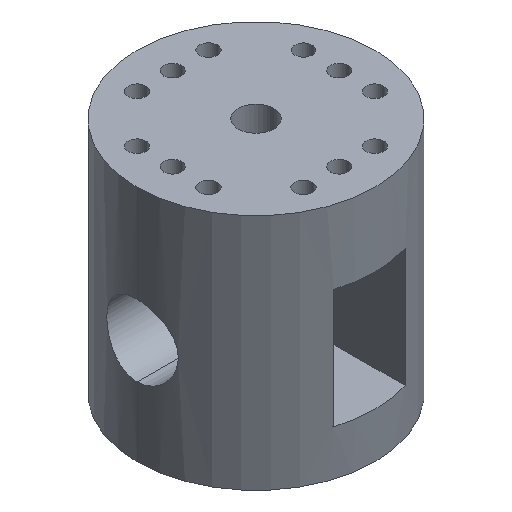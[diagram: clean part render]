
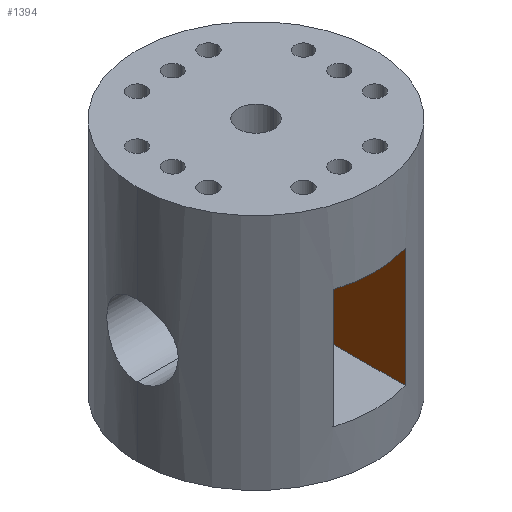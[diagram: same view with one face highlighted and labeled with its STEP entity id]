
A CAD part, isometric view. The second image highlights one B-rep face of the part: STEP entity #1394.
In plain terms, the highlighted planar face has unit normal (-1, 0, 0).
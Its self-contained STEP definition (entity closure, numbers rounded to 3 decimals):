
#66 = CARTESIAN_POINT ( 'NONE',  ( 3., 20., -11.167 ) ) ;
#72 = DIRECTION ( 'NONE',  ( 0., 0., 1. ) ) ;
#80 = AXIS2_PLACEMENT_3D ( 'NONE', #833, #325, #72 ) ;
#114 = EDGE_CURVE ( 'NONE', #1278, #1023, #791, .T. ) ;
#119 = CARTESIAN_POINT ( 'NONE',  ( 3., 9.539, 5. ) ) ;
#135 = VECTOR ( 'NONE', #731, 1000. ) ;
#188 = CARTESIAN_POINT ( 'NONE',  ( 3., 9.539, -1.167 ) ) ;
#200 = EDGE_CURVE ( 'NONE', #1475, #817, #1231, .T. ) ;
#203 = EDGE_LOOP ( 'NONE', ( #352, #762 ) ) ;
#254 = DIRECTION ( 'NONE',  ( 0., 0., 1. ) ) ;
#262 = DIRECTION ( 'NONE',  ( 1., 0., 0. ) ) ;
#284 = VECTOR ( 'NONE', #499, 1000. ) ;
#304 = EDGE_CURVE ( 'NONE', #1023, #1283, #737, .T. ) ;
#307 = DIRECTION ( 'NONE',  ( 0., -1., 0. ) ) ;
#325 = DIRECTION ( 'NONE',  ( 1., 0., 0. ) ) ;
#326 = CARTESIAN_POINT ( 'NONE',  ( 3., 20., -11.167 ) ) ;
#352 = ORIENTED_EDGE ( 'NONE', *, *, #200, .T. ) ;
#379 = CARTESIAN_POINT ( 'NONE',  ( 3., 0., -6.167 ) ) ;
#456 = FACE_OUTER_BOUND ( 'NONE', #1140, .T. ) ;
#499 = DIRECTION ( 'NONE',  ( 0., 0., -1. ) ) ;
#559 = ORIENTED_EDGE ( 'NONE', *, *, #1107, .F. ) ;
#567 = FACE_BOUND ( 'NONE', #203, .T. ) ;
#588 = CARTESIAN_POINT ( 'NONE',  ( 3., 20., -1.167 ) ) ;
#613 = CARTESIAN_POINT ( 'NONE',  ( 3., 0., -3.167 ) ) ;
#619 = VECTOR ( 'NONE', #307, 1000. ) ;
#692 = VERTEX_POINT ( 'NONE', #188 ) ;
#730 = CARTESIAN_POINT ( 'NONE',  ( 3., 0., -9.167 ) ) ;
#731 = DIRECTION ( 'NONE',  ( 0., 0., 1. ) ) ;
#737 = LINE ( 'NONE', #1502, #135 ) ;
#762 = ORIENTED_EDGE ( 'NONE', *, *, #1568, .T. ) ;
#773 = AXIS2_PLACEMENT_3D ( 'NONE', #379, #262, #254 ) ;
#791 = LINE ( 'NONE', #326, #619 ) ;
#817 = VERTEX_POINT ( 'NONE', #730 ) ;
#833 = CARTESIAN_POINT ( 'NONE',  ( 3., 0., -6.167 ) ) ;
#861 = ORIENTED_EDGE ( 'NONE', *, *, #1545, .T. ) ;
#901 = CIRCLE ( 'NONE', #773, 3. ) ;
#957 = PLANE ( 'NONE',  #1300 ) ;
#995 = VECTOR ( 'NONE', #1604, 1000. ) ;
#1023 = VERTEX_POINT ( 'NONE', #1294 ) ;
#1090 = DIRECTION ( 'NONE',  ( -1., 0., 0. ) ) ;
#1107 = EDGE_CURVE ( 'NONE', #692, #1283, #1485, .T. ) ;
#1140 = EDGE_LOOP ( 'NONE', ( #861, #1468, #1263, #559 ) ) ;
#1231 = CIRCLE ( 'NONE', #80, 3. ) ;
#1263 = ORIENTED_EDGE ( 'NONE', *, *, #304, .T. ) ;
#1278 = VERTEX_POINT ( 'NONE', #1298 ) ;
#1283 = VERTEX_POINT ( 'NONE', #1403 ) ;
#1294 = CARTESIAN_POINT ( 'NONE',  ( 3., -9.539, -11.167 ) ) ;
#1298 = CARTESIAN_POINT ( 'NONE',  ( 3., 9.539, -11.167 ) ) ;
#1300 = AXIS2_PLACEMENT_3D ( 'NONE', #66, #1090, #1562 ) ;
#1379 = LINE ( 'NONE', #119, #284 ) ;
#1394 = ADVANCED_FACE ( 'NONE', ( #567, #456 ), #957, .T. ) ;
#1403 = CARTESIAN_POINT ( 'NONE',  ( 3., -9.539, -1.167 ) ) ;
#1468 = ORIENTED_EDGE ( 'NONE', *, *, #114, .T. ) ;
#1475 = VERTEX_POINT ( 'NONE', #613 ) ;
#1485 = LINE ( 'NONE', #588, #995 ) ;
#1502 = CARTESIAN_POINT ( 'NONE',  ( 3., -9.539, 5. ) ) ;
#1545 = EDGE_CURVE ( 'NONE', #692, #1278, #1379, .T. ) ;
#1562 = DIRECTION ( 'NONE',  ( 0., 0., 1. ) ) ;
#1568 = EDGE_CURVE ( 'NONE', #817, #1475, #901, .T. ) ;
#1604 = DIRECTION ( 'NONE',  ( 0., -1., 0. ) ) ;
